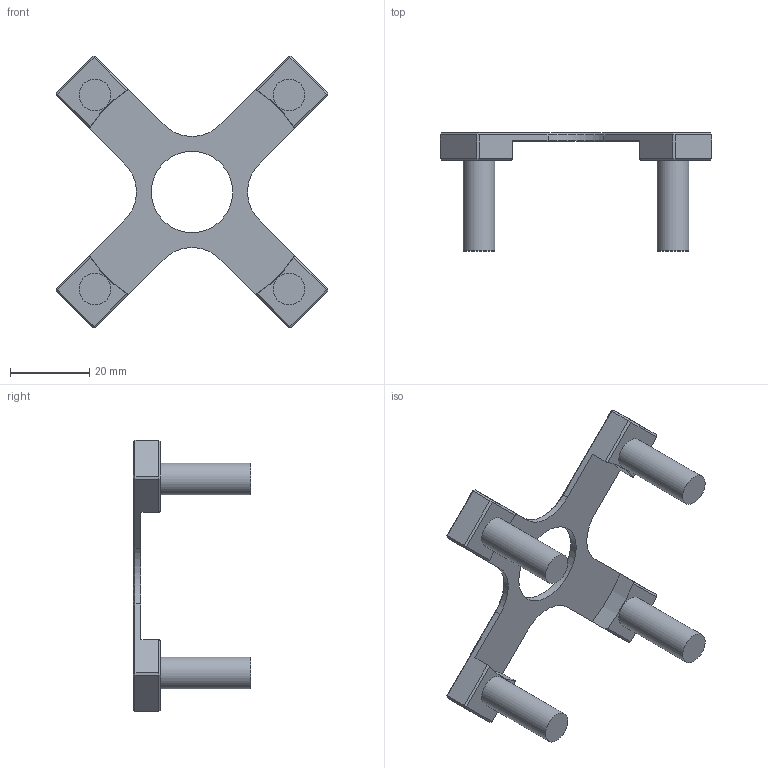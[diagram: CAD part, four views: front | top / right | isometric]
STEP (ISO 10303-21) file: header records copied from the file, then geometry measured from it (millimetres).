
FILE_DESCRIPTION(/* description */ ('ASSIEME'),/* implementation_level */ '2;1');
FILE_NAME(/* name */ 'FRM-110-P.stp',/* time_stamp */ '2021-06-04T10:32:09+02:00',/* author */ ('Francesca'),/* organization */ (''),/* preprocessor_version */ 'ST-DEVELOPER v17',/* originating_system */ 'Autodesk Inventor 2019',/* authorisation */ '');
FILE_SCHEMA (('AUTOMOTIVE_DESIGN { 1 0 10303 214 3 1 1 }'));
Length unit declared in the file: millimetre
Products named in the file (4): FRM-110-P-CLIENTE; FRM-110-PRESSORE; FRM-110-PERNO PRESSORE-CLIENTE; DIN 7984 - M3 x 6
Assembly tree (9 placements, depth 2):
  FRM-110-P-CLIENTE
    FRM-110-PRESSORE
    FRM-110-PERNO PRESSORE-CLIENTE  x4
    DIN 7984 - M3 x 6  x4
Bounding box: 68.59 x 29.8 x 68.59 mm (x, y, z)
Volume: 11056.1 mm3; surface area: 9503.4 mm2
Topology: 9 solids, 9 shells, 179 faces, 423 edges, 274 vertices
Faces by surface type: plane 118, cylinder 37, cone 16, torus 8
Full cylindrical faces by diameter (mm): 2.459 x4, 3 x4, 4.2 x4, 4.7 x4, 5.5 x4, 6.8 x4, 8 x4, 20.5 x1
Entity records: 3364 total; most frequent: DIRECTION 583, CARTESIAN_POINT 559, ORIENTED_EDGE 518, EDGE_CURVE 259, AXIS2_PLACEMENT_3D 205, LINE 173, VECTOR 173, VERTEX_POINT 160
